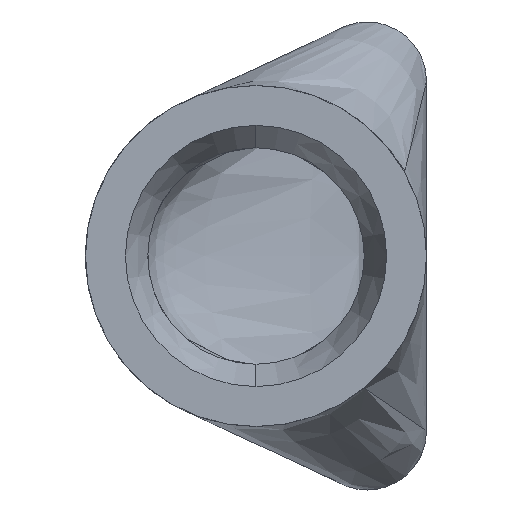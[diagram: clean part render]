
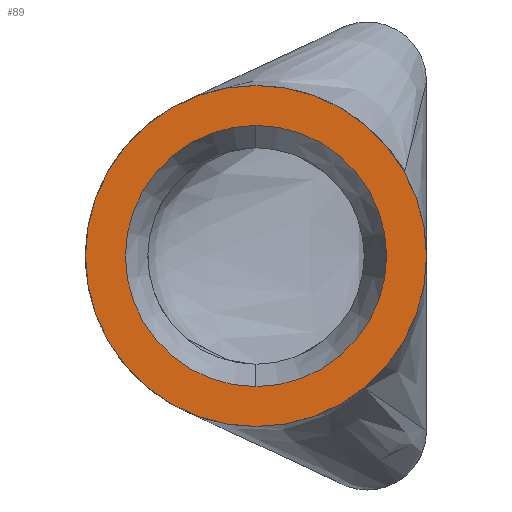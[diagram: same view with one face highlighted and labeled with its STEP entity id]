
A CAD part, left-side view. The second image highlights one B-rep face of the part: STEP entity #89.
In plain terms, the highlighted planar face has unit normal (-1, 0, 0).
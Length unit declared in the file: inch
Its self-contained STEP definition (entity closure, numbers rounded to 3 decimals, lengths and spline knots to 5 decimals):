
#17 = AXIS2_PLACEMENT_3D ( 'NONE', #717, #531, #889 ) ;
#38 = ORIENTED_EDGE ( 'NONE', *, *, #301, .T. ) ;
#89 = ADVANCED_FACE ( 'NONE', ( #402, #570 ), #942, .T. ) ;
#127 = CARTESIAN_POINT ( 'NONE',  ( 0., 0.427, 0.427 ) ) ;
#139 = DIRECTION ( 'NONE',  ( -1., 0., 0. ) ) ;
#151 = DIRECTION ( 'NONE',  ( -1., 0., 0. ) ) ;
#152 = ORIENTED_EDGE ( 'NONE', *, *, #625, .T. ) ;
#163 = CARTESIAN_POINT ( 'NONE',  ( 0., 0.427, 0. ) ) ;
#218 = CIRCLE ( 'NONE', #261, 0.427 ) ;
#228 = CARTESIAN_POINT ( 'NONE',  ( 0., 0.427, 0.32696 ) ) ;
#235 = DIRECTION ( 'NONE',  ( 0., 0., 1. ) ) ;
#260 = ORIENTED_EDGE ( 'NONE', *, *, #998, .T. ) ;
#261 = AXIS2_PLACEMENT_3D ( 'NONE', #314, #608, #235 ) ;
#293 = AXIS2_PLACEMENT_3D ( 'NONE', #163, #699, #629 ) ;
#301 = EDGE_CURVE ( 'NONE', #480, #470, #996, .T. ) ;
#314 = CARTESIAN_POINT ( 'NONE',  ( 0., 0.427, 0. ) ) ;
#402 = FACE_BOUND ( 'NONE', #476, .T. ) ;
#413 = VERTEX_POINT ( 'NONE', #723 ) ;
#432 = CARTESIAN_POINT ( 'NONE',  ( 0., 0.427, 0. ) ) ;
#470 = VERTEX_POINT ( 'NONE', #127 ) ;
#476 = EDGE_LOOP ( 'NONE', ( #260, #1146 ) ) ;
#480 = VERTEX_POINT ( 'NONE', #1016 ) ;
#490 = DIRECTION ( 'NONE',  ( 0., 0., 1. ) ) ;
#531 = DIRECTION ( 'NONE',  ( 1., 0., 0. ) ) ;
#548 = VERTEX_POINT ( 'NONE', #228 ) ;
#570 = FACE_OUTER_BOUND ( 'NONE', #725, .T. ) ;
#608 = DIRECTION ( 'NONE',  ( -1., 0., 0. ) ) ;
#625 = EDGE_CURVE ( 'NONE', #470, #480, #218, .T. ) ;
#629 = DIRECTION ( 'NONE',  ( 0., 0., 1. ) ) ;
#664 = CIRCLE ( 'NONE', #293, 0.32696 ) ;
#699 = DIRECTION ( 'NONE',  ( 1., 0., 0. ) ) ;
#717 = CARTESIAN_POINT ( 'NONE',  ( 0., 0.427, 0. ) ) ;
#723 = CARTESIAN_POINT ( 'NONE',  ( 0., 0.427, -0.32696 ) ) ;
#725 = EDGE_LOOP ( 'NONE', ( #152, #38 ) ) ;
#871 = CIRCLE ( 'NONE', #17, 0.32696 ) ;
#889 = DIRECTION ( 'NONE',  ( 0., 0., 1. ) ) ;
#921 = CARTESIAN_POINT ( 'NONE',  ( 0., 0., 0. ) ) ;
#942 = PLANE ( 'NONE',  #980 ) ;
#980 = AXIS2_PLACEMENT_3D ( 'NONE', #921, #139, #490 ) ;
#996 = CIRCLE ( 'NONE', #1112, 0.427 ) ;
#998 = EDGE_CURVE ( 'NONE', #548, #413, #871, .T. ) ;
#1016 = CARTESIAN_POINT ( 'NONE',  ( 0., 0.427, -0.427 ) ) ;
#1062 = DIRECTION ( 'NONE',  ( 0., 0., 1. ) ) ;
#1112 = AXIS2_PLACEMENT_3D ( 'NONE', #432, #151, #1062 ) ;
#1126 = EDGE_CURVE ( 'NONE', #413, #548, #664, .T. ) ;
#1146 = ORIENTED_EDGE ( 'NONE', *, *, #1126, .T. ) ;
